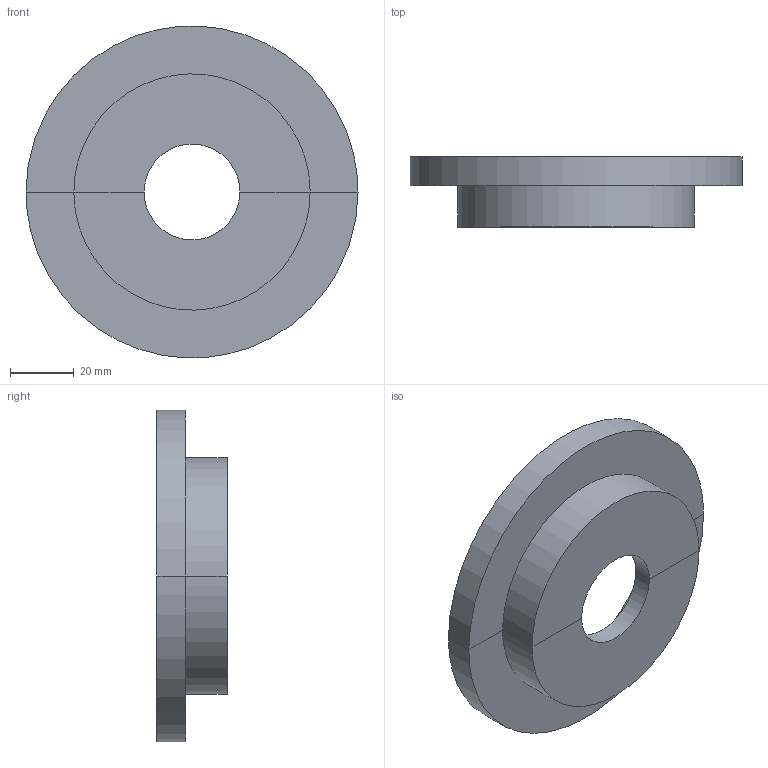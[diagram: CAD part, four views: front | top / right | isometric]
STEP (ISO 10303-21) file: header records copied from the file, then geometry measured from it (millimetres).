
FILE_DESCRIPTION(/* description */ (''),/* implementation_level */ '2;1');
FILE_NAME(/* name */ 'scheibe',/* time_stamp */ '2018-04-02T23:55:40+02:00',/* author */ (''),/* organization */ (''),/* preprocessor_version */ 'ST-DEVELOPER v16.5',/* originating_system */ '',/* authorisation */ '');
FILE_SCHEMA (('AUTOMOTIVE_DESIGN'));
Length unit declared in the file: millimetre
Products named in the file (1): Document
Bounding box: 104 x 22 x 103.88 mm (x, y, z)
Volume: 72229.5 mm3; surface area: 25482.8 mm2
Topology: 1 solids, 1 shells, 20 faces, 40 edges, 20 vertices
Faces by surface type: bspline 20
Entity records: 607 total; most frequent: CARTESIAN_POINT 362, ORIENTED_EDGE 80, EDGE_CURVE 40, ADVANCED_FACE 20, FACE_OUTER_BOUND 20, EDGE_LOOP 20, B_SPLINE_CURVE_WITH_KNOTS 20, VERTEX_POINT 20
